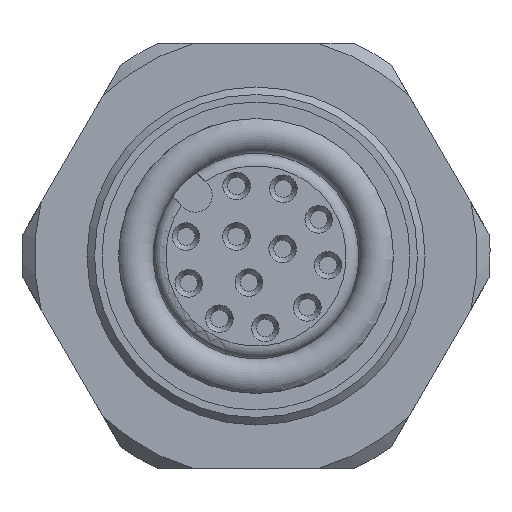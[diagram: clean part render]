
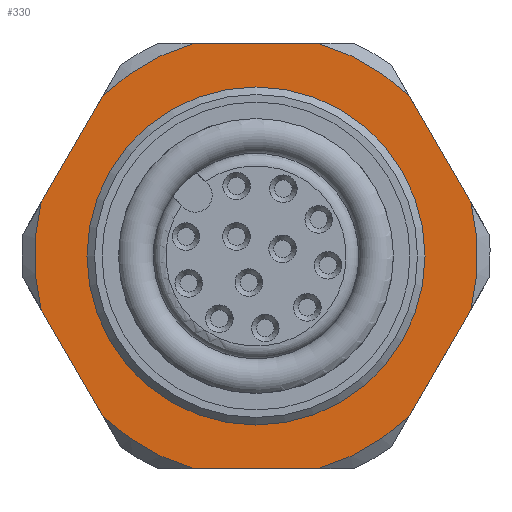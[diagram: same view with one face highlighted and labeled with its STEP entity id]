
A CAD part, front view. The second image highlights one B-rep face of the part: STEP entity #330.
In plain terms, the highlighted planar face has unit normal (0, -1, 0).
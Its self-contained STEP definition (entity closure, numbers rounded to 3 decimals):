
#53=PLANE('',#2337);
#128=LINE('',#3514,#170);
#129=LINE('',#3515,#171);
#130=LINE('',#3516,#172);
#131=LINE('',#3517,#173);
#132=LINE('',#3518,#174);
#133=LINE('',#3522,#175);
#170=VECTOR('',#2735,1.);
#171=VECTOR('',#2736,1.);
#172=VECTOR('',#2737,1.);
#173=VECTOR('',#2738,1.);
#174=VECTOR('',#2739,1.);
#175=VECTOR('',#2742,1.);
#330=ADVANCED_FACE('',(#582,#583),#53,.F.);
#582=FACE_BOUND('',#858,.T.);
#583=FACE_BOUND('',#859,.T.);
#858=EDGE_LOOP('',(#1214,#1215,#1216,#1217,#1218,#1219,#1220,#1221,#1222,
#1223,#1224,#1225));
#859=EDGE_LOOP('',(#1226));
#1214=ORIENTED_EDGE('',*,*,#1874,.F.);
#1215=ORIENTED_EDGE('',*,*,#1913,.T.);
#1216=ORIENTED_EDGE('',*,*,#1876,.F.);
#1217=ORIENTED_EDGE('',*,*,#1914,.T.);
#1218=ORIENTED_EDGE('',*,*,#1880,.F.);
#1219=ORIENTED_EDGE('',*,*,#1915,.T.);
#1220=ORIENTED_EDGE('',*,*,#1884,.F.);
#1221=ORIENTED_EDGE('',*,*,#1916,.T.);
#1222=ORIENTED_EDGE('',*,*,#1888,.F.);
#1223=ORIENTED_EDGE('',*,*,#1917,.T.);
#1224=ORIENTED_EDGE('',*,*,#1918,.F.);
#1225=ORIENTED_EDGE('',*,*,#1919,.T.);
#1226=ORIENTED_EDGE('',*,*,#1912,.T.);
#1662=VERTEX_POINT('',#3398);
#1663=VERTEX_POINT('',#3400);
#1664=VERTEX_POINT('',#3407);
#1665=VERTEX_POINT('',#3408);
#1668=VERTEX_POINT('',#3422);
#1669=VERTEX_POINT('',#3423);
#1672=VERTEX_POINT('',#3437);
#1673=VERTEX_POINT('',#3438);
#1676=VERTEX_POINT('',#3452);
#1677=VERTEX_POINT('',#3453);
#1696=VERTEX_POINT('',#3512);
#1697=VERTEX_POINT('',#3519);
#1698=VERTEX_POINT('',#3521);
#1874=EDGE_CURVE('',#1662,#1663,#2121,.T.);
#1876=EDGE_CURVE('',#1664,#1665,#2122,.T.);
#1880=EDGE_CURVE('',#1668,#1669,#2124,.T.);
#1884=EDGE_CURVE('',#1672,#1673,#2126,.T.);
#1888=EDGE_CURVE('',#1676,#1677,#2128,.T.);
#1912=EDGE_CURVE('',#1696,#1696,#2140,.T.);
#1913=EDGE_CURVE('',#1662,#1665,#128,.T.);
#1914=EDGE_CURVE('',#1664,#1669,#129,.T.);
#1915=EDGE_CURVE('',#1668,#1673,#130,.T.);
#1916=EDGE_CURVE('',#1672,#1677,#131,.T.);
#1917=EDGE_CURVE('',#1676,#1697,#132,.T.);
#1918=EDGE_CURVE('',#1698,#1697,#2141,.T.);
#1919=EDGE_CURVE('',#1698,#1663,#133,.T.);
#2121=CIRCLE('',#2301,8.85);
#2122=CIRCLE('',#2303,8.85);
#2124=CIRCLE('',#2306,8.85);
#2126=CIRCLE('',#2309,8.85);
#2128=CIRCLE('',#2312,8.85);
#2140=CIRCLE('',#2334,6.75);
#2141=CIRCLE('',#2336,8.85);
#2301=AXIS2_PLACEMENT_3D('',#3399,#2655,#2656);
#2303=AXIS2_PLACEMENT_3D('',#3406,#2659,#2660);
#2306=AXIS2_PLACEMENT_3D('',#3421,#2665,#2666);
#2309=AXIS2_PLACEMENT_3D('',#3436,#2671,#2672);
#2312=AXIS2_PLACEMENT_3D('',#3451,#2677,#2678);
#2334=AXIS2_PLACEMENT_3D('',#3511,#2731,#2732);
#2336=AXIS2_PLACEMENT_3D('',#3520,#2740,#2741);
#2337=AXIS2_PLACEMENT_3D('',#3523,#2743,#2744);
#2655=DIRECTION('',(0.,1.,0.));
#2656=DIRECTION('',(1.,0.,0.));
#2659=DIRECTION('',(0.,1.,0.));
#2660=DIRECTION('',(1.,0.,0.));
#2665=DIRECTION('',(0.,1.,0.));
#2666=DIRECTION('',(1.,0.,0.));
#2671=DIRECTION('',(0.,1.,0.));
#2672=DIRECTION('',(1.,0.,0.));
#2677=DIRECTION('',(0.,1.,0.));
#2678=DIRECTION('',(1.,0.,0.));
#2731=DIRECTION('',(0.,1.,0.));
#2732=DIRECTION('',(1.,0.,0.));
#2735=DIRECTION('',(-0.5,0.,-0.866));
#2736=DIRECTION('',(0.5,0.,-0.866));
#2737=DIRECTION('',(1.,0.,0.));
#2738=DIRECTION('',(0.5,0.,0.866));
#2739=DIRECTION('',(-0.5,0.,0.866));
#2740=DIRECTION('',(0.,1.,0.));
#2741=DIRECTION('',(1.,0.,0.));
#2742=DIRECTION('',(-1.,0.,0.));
#2743=DIRECTION('',(0.,1.,0.));
#2744=DIRECTION('',(-1.,0.,0.));
#3398=CARTESIAN_POINT('',(2.321,2.05,6.384));
#3399=CARTESIAN_POINT('',(8.45,2.05,0.));
#3400=CARTESIAN_POINT('',(5.986,2.05,8.5));
#3406=CARTESIAN_POINT('',(8.45,2.05,0.));
#3407=CARTESIAN_POINT('',(-0.143,2.05,-2.116));
#3408=CARTESIAN_POINT('',(-0.143,2.05,2.116));
#3421=CARTESIAN_POINT('',(8.45,2.05,0.));
#3422=CARTESIAN_POINT('',(5.986,2.05,-8.5));
#3423=CARTESIAN_POINT('',(2.321,2.05,-6.384));
#3436=CARTESIAN_POINT('',(8.45,2.05,0.));
#3437=CARTESIAN_POINT('',(14.579,2.05,-6.384));
#3438=CARTESIAN_POINT('',(10.914,2.05,-8.5));
#3451=CARTESIAN_POINT('',(8.45,2.05,0.));
#3452=CARTESIAN_POINT('',(17.043,2.05,2.116));
#3453=CARTESIAN_POINT('',(17.043,2.05,-2.116));
#3511=CARTESIAN_POINT('',(8.45,2.05,0.));
#3512=CARTESIAN_POINT('',(15.2,2.05,0.));
#3514=CARTESIAN_POINT('',(-1.834,2.05,-0.812));
#3515=CARTESIAN_POINT('',(4.012,2.05,-9.313));
#3516=CARTESIAN_POINT('',(8.45,2.05,-8.5));
#3517=CARTESIAN_POINT('',(12.888,2.05,-9.313));
#3518=CARTESIAN_POINT('',(18.734,2.05,-0.813));
#3519=CARTESIAN_POINT('',(14.579,2.05,6.384));
#3520=CARTESIAN_POINT('',(8.45,2.05,0.));
#3521=CARTESIAN_POINT('',(10.914,2.05,8.5));
#3522=CARTESIAN_POINT('',(8.45,2.05,8.5));
#3523=CARTESIAN_POINT('',(8.45,2.05,-6.75));
